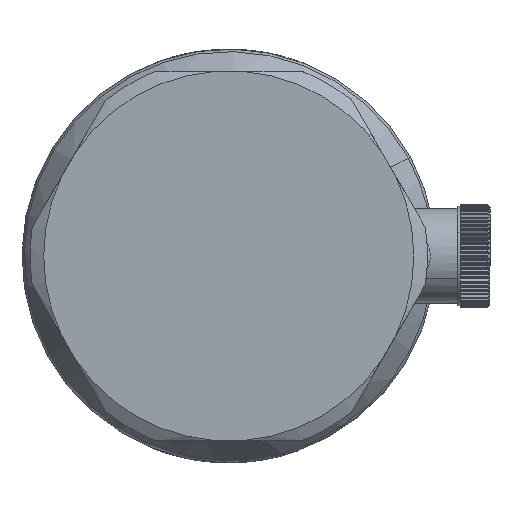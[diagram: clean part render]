
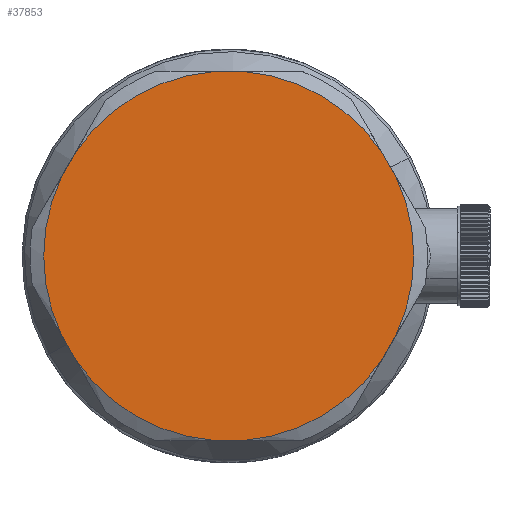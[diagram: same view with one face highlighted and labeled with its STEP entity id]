
A CAD part, left-side view. The second image highlights one B-rep face of the part: STEP entity #37853.
In plain terms, the highlighted planar face has unit normal (-1, 0, 0).
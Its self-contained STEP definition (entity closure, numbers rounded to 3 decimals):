
#37233=CARTESIAN_POINT('Vertex',(-82.5,-29.732,16.296)) ;
#37251=CARTESIAN_POINT('Vertex',(-82.5,-28.031,19.242)) ;
#37255=CARTESIAN_POINT('Control Point',(-82.5,-28.031,19.242)) ;
#37256=CARTESIAN_POINT('Control Point',(-82.5,-28.601,18.256)) ;
#37257=CARTESIAN_POINT('Control Point',(-82.5,-29.166,17.277)) ;
#37258=CARTESIAN_POINT('Control Point',(-82.5,-29.732,16.296)) ;
#37358=CARTESIAN_POINT('Vertex',(-82.5,2.648,33.897)) ;
#37362=CARTESIAN_POINT('Control Point',(-82.5,2.648,33.897)) ;
#37363=CARTESIAN_POINT('Control Point',(-82.5,0.876,33.897)) ;
#37364=CARTESIAN_POINT('Control Point',(-82.5,-0.876,33.897)) ;
#37365=CARTESIAN_POINT('Control Point',(-82.5,-2.648,33.897)) ;
#37366=CARTESIAN_POINT('Vertex',(-82.5,-2.648,33.897)) ;
#37388=CARTESIAN_POINT('Axis2P3D Location',(-82.5,0.,0.)) ;
#37506=CARTESIAN_POINT('Axis2P3D Location',(-82.5,0.,0.)) ;
#37510=CARTESIAN_POINT('Vertex',(-82.5,28.031,19.242)) ;
#37680=CARTESIAN_POINT('Vertex',(-82.5,30.68,14.655)) ;
#37684=CARTESIAN_POINT('Control Point',(-82.5,28.031,19.242)) ;
#37685=CARTESIAN_POINT('Control Point',(-82.5,28.918,17.708)) ;
#37686=CARTESIAN_POINT('Control Point',(-82.5,29.794,16.19)) ;
#37687=CARTESIAN_POINT('Control Point',(-82.5,30.68,14.655)) ;
#37739=CARTESIAN_POINT('Control Point',(-82.5,-30.68,14.655)) ;
#37740=CARTESIAN_POINT('Control Point',(-82.5,-30.363,15.204)) ;
#37741=CARTESIAN_POINT('Control Point',(-82.5,-30.048,15.75)) ;
#37742=CARTESIAN_POINT('Control Point',(-82.5,-29.732,16.296)) ;
#37743=CARTESIAN_POINT('Vertex',(-82.5,-30.68,14.655)) ;
#37760=CARTESIAN_POINT('Axis2P3D Location',(-82.5,34.,0.)) ;
#37765=CARTESIAN_POINT('Axis2P3D Location',(-82.5,0.,0.)) ;
#37769=CARTESIAN_POINT('Vertex',(-82.5,-30.68,-14.655)) ;
#37772=CARTESIAN_POINT('Axis2P3D Location',(-82.5,0.,0.)) ;
#37776=CARTESIAN_POINT('Vertex',(-82.5,30.68,-14.655)) ;
#37780=CARTESIAN_POINT('Control Point',(-82.5,30.68,-14.655)) ;
#37781=CARTESIAN_POINT('Control Point',(-82.5,30.49,-14.984)) ;
#37782=CARTESIAN_POINT('Control Point',(-82.5,30.3,-15.313)) ;
#37783=CARTESIAN_POINT('Control Point',(-82.5,30.111,-15.641)) ;
#37784=CARTESIAN_POINT('Control Point',(-82.5,29.921,-15.969)) ;
#37785=CARTESIAN_POINT('Control Point',(-82.5,29.732,-16.296)) ;
#37786=CARTESIAN_POINT('Vertex',(-82.5,29.732,-16.296)) ;
#37790=CARTESIAN_POINT('Control Point',(-82.5,28.031,-19.242)) ;
#37791=CARTESIAN_POINT('Control Point',(-82.5,28.373,-18.65)) ;
#37792=CARTESIAN_POINT('Control Point',(-82.5,28.713,-18.061)) ;
#37793=CARTESIAN_POINT('Control Point',(-82.5,29.053,-17.473)) ;
#37794=CARTESIAN_POINT('Control Point',(-82.5,29.393,-16.885)) ;
#37795=CARTESIAN_POINT('Control Point',(-82.5,29.732,-16.296)) ;
#37796=CARTESIAN_POINT('Vertex',(-82.5,28.031,-19.242)) ;
#37799=CARTESIAN_POINT('Axis2P3D Location',(-82.5,0.,0.)) ;
#37803=CARTESIAN_POINT('Vertex',(-82.5,2.648,-33.897)) ;
#37807=CARTESIAN_POINT('Control Point',(-82.5,-2.648,-33.897)) ;
#37808=CARTESIAN_POINT('Control Point',(-82.5,-1.604,-33.897)) ;
#37809=CARTESIAN_POINT('Control Point',(-82.5,-0.566,-33.897)) ;
#37810=CARTESIAN_POINT('Control Point',(-82.5,0.471,-33.897)) ;
#37811=CARTESIAN_POINT('Control Point',(-82.5,1.528,-33.897)) ;
#37812=CARTESIAN_POINT('Control Point',(-82.5,2.591,-33.897)) ;
#37813=CARTESIAN_POINT('Control Point',(-82.5,2.61,-33.897)) ;
#37814=CARTESIAN_POINT('Control Point',(-82.5,2.629,-33.897)) ;
#37815=CARTESIAN_POINT('Control Point',(-82.5,2.648,-33.897)) ;
#37816=CARTESIAN_POINT('Vertex',(-82.5,-2.648,-33.897)) ;
#37819=CARTESIAN_POINT('Axis2P3D Location',(-82.5,0.,0.)) ;
#37823=CARTESIAN_POINT('Vertex',(-82.5,-28.031,-19.242)) ;
#37827=CARTESIAN_POINT('Control Point',(-82.5,-28.031,-19.242)) ;
#37828=CARTESIAN_POINT('Control Point',(-82.5,-28.554,-18.338)) ;
#37829=CARTESIAN_POINT('Control Point',(-82.5,-29.073,-17.439)) ;
#37830=CARTESIAN_POINT('Control Point',(-82.5,-29.591,-16.541)) ;
#37831=CARTESIAN_POINT('Control Point',(-82.5,-30.12,-15.626)) ;
#37832=CARTESIAN_POINT('Control Point',(-82.5,-30.651,-14.705)) ;
#37833=CARTESIAN_POINT('Control Point',(-82.5,-30.66,-14.688)) ;
#37834=CARTESIAN_POINT('Control Point',(-82.5,-30.67,-14.672)) ;
#37835=CARTESIAN_POINT('Control Point',(-82.5,-30.68,-14.655)) ;
#37389=DIRECTION('Axis2P3D Direction',(1.,0.,0.)) ;
#37507=DIRECTION('Axis2P3D Direction',(1.,0.,0.)) ;
#37761=DIRECTION('Axis2P3D Direction',(1.,0.,0.)) ;
#37762=DIRECTION('Axis2P3D XDirection',(0.,1.,0.)) ;
#37766=DIRECTION('Axis2P3D Direction',(1.,0.,0.)) ;
#37773=DIRECTION('Axis2P3D Direction',(1.,0.,0.)) ;
#37800=DIRECTION('Axis2P3D Direction',(1.,0.,0.)) ;
#37820=DIRECTION('Axis2P3D Direction',(1.,0.,0.)) ;
#37390=AXIS2_PLACEMENT_3D('Circle Axis2P3D',#37388,#37389,$) ;
#37508=AXIS2_PLACEMENT_3D('Circle Axis2P3D',#37506,#37507,$) ;
#37763=AXIS2_PLACEMENT_3D('Plane Axis2P3D',#37760,#37761,#37762) ;
#37767=AXIS2_PLACEMENT_3D('Circle Axis2P3D',#37765,#37766,$) ;
#37774=AXIS2_PLACEMENT_3D('Circle Axis2P3D',#37772,#37773,$) ;
#37801=AXIS2_PLACEMENT_3D('Circle Axis2P3D',#37799,#37800,$) ;
#37821=AXIS2_PLACEMENT_3D('Circle Axis2P3D',#37819,#37820,$) ;
#37391=CIRCLE('generated circle',#37390,34.) ;
#37509=CIRCLE('generated circle',#37508,34.) ;
#37768=CIRCLE('generated circle',#37767,34.) ;
#37775=CIRCLE('generated circle',#37774,34.) ;
#37802=CIRCLE('generated circle',#37801,34.) ;
#37822=CIRCLE('generated circle',#37821,34.) ;
#37764=PLANE('',#37763) ;
#37259=EDGE_CURVE('',#37252,#37234,#37254,.T.) ;
#37368=EDGE_CURVE('',#37359,#37367,#37361,.T.) ;
#37392=EDGE_CURVE('',#37367,#37252,#37391,.T.) ;
#37512=EDGE_CURVE('',#37511,#37359,#37509,.T.) ;
#37688=EDGE_CURVE('',#37511,#37681,#37683,.T.) ;
#37745=EDGE_CURVE('',#37744,#37234,#37738,.T.) ;
#37771=EDGE_CURVE('',#37744,#37770,#37768,.T.) ;
#37778=EDGE_CURVE('',#37777,#37681,#37775,.T.) ;
#37788=EDGE_CURVE('',#37777,#37787,#37779,.T.) ;
#37798=EDGE_CURVE('',#37797,#37787,#37789,.T.) ;
#37805=EDGE_CURVE('',#37804,#37797,#37802,.T.) ;
#37818=EDGE_CURVE('',#37817,#37804,#37806,.T.) ;
#37825=EDGE_CURVE('',#37824,#37817,#37822,.T.) ;
#37836=EDGE_CURVE('',#37824,#37770,#37826,.T.) ;
#37838=ORIENTED_EDGE('',*,*,#37771,.F.) ;
#37839=ORIENTED_EDGE('',*,*,#37745,.T.) ;
#37840=ORIENTED_EDGE('',*,*,#37259,.F.) ;
#37841=ORIENTED_EDGE('',*,*,#37392,.F.) ;
#37842=ORIENTED_EDGE('',*,*,#37368,.F.) ;
#37843=ORIENTED_EDGE('',*,*,#37512,.F.) ;
#37844=ORIENTED_EDGE('',*,*,#37688,.T.) ;
#37845=ORIENTED_EDGE('',*,*,#37778,.F.) ;
#37846=ORIENTED_EDGE('',*,*,#37788,.T.) ;
#37847=ORIENTED_EDGE('',*,*,#37798,.F.) ;
#37848=ORIENTED_EDGE('',*,*,#37805,.F.) ;
#37849=ORIENTED_EDGE('',*,*,#37818,.F.) ;
#37850=ORIENTED_EDGE('',*,*,#37825,.F.) ;
#37851=ORIENTED_EDGE('',*,*,#37836,.T.) ;
#37837=EDGE_LOOP('',(#37838,#37839,#37840,#37841,#37842,#37843,#37844,#37845,#37846,#37847,#37848,#37849,#37850,#37851)) ;
#37234=VERTEX_POINT('',#37233) ;
#37252=VERTEX_POINT('',#37251) ;
#37359=VERTEX_POINT('',#37358) ;
#37367=VERTEX_POINT('',#37366) ;
#37511=VERTEX_POINT('',#37510) ;
#37681=VERTEX_POINT('',#37680) ;
#37744=VERTEX_POINT('',#37743) ;
#37770=VERTEX_POINT('',#37769) ;
#37777=VERTEX_POINT('',#37776) ;
#37787=VERTEX_POINT('',#37786) ;
#37797=VERTEX_POINT('',#37796) ;
#37804=VERTEX_POINT('',#37803) ;
#37817=VERTEX_POINT('',#37816) ;
#37824=VERTEX_POINT('',#37823) ;
#37853=ADVANCED_FACE('PartBody',(#37852),#37764,.F.) ;
#37254=B_SPLINE_CURVE_WITH_KNOTS('',3,(#37255,#37256,#37257,#37258),.UNSPECIFIED.,.F.,.U.,(4,4),(34.605,46.287),.UNSPECIFIED.) ;
#37361=B_SPLINE_CURVE_WITH_KNOTS('',3,(#37362,#37363,#37364,#37365),.UNSPECIFIED.,.F.,.U.,(4,4),(34.595,52.777),.UNSPECIFIED.) ;
#37683=B_SPLINE_CURVE_WITH_KNOTS('',3,(#37684,#37685,#37686,#37687),.UNSPECIFIED.,.F.,.U.,(4,4),(34.602,52.784),.UNSPECIFIED.) ;
#37738=B_SPLINE_CURVE_WITH_KNOTS('',3,(#37739,#37740,#37741,#37742),.UNSPECIFIED.,.F.,.U.,(4,4),(22.221,28.722),.UNSPECIFIED.) ;
#37779=B_SPLINE_CURVE_WITH_KNOTS('',5,(#37780,#37781,#37782,#37783,#37784,#37785),.UNSPECIFIED.,.F.,.U.,(6,6),(22.216,28.715),.UNSPECIFIED.) ;
#37789=B_SPLINE_CURVE_WITH_KNOTS('',5,(#37790,#37791,#37792,#37793,#37794,#37795),.UNSPECIFIED.,.F.,.U.,(6,6),(34.601,46.279),.UNSPECIFIED.) ;
#37806=B_SPLINE_CURVE_WITH_KNOTS('',5,(#37807,#37808,#37809,#37810,#37811,#37812,#37813,#37814,#37815),.UNSPECIFIED.,.F.,.U.,(6,3,6),(34.595,52.451,52.777),.UNSPECIFIED.) ;
#37826=B_SPLINE_CURVE_WITH_KNOTS('',5,(#37827,#37828,#37829,#37830,#37831,#37832,#37833,#37834,#37835),.UNSPECIFIED.,.F.,.U.,(6,3,6),(34.602,52.455,52.784),.UNSPECIFIED.) ;
#37852=FACE_OUTER_BOUND('',#37837,.T.) ;
